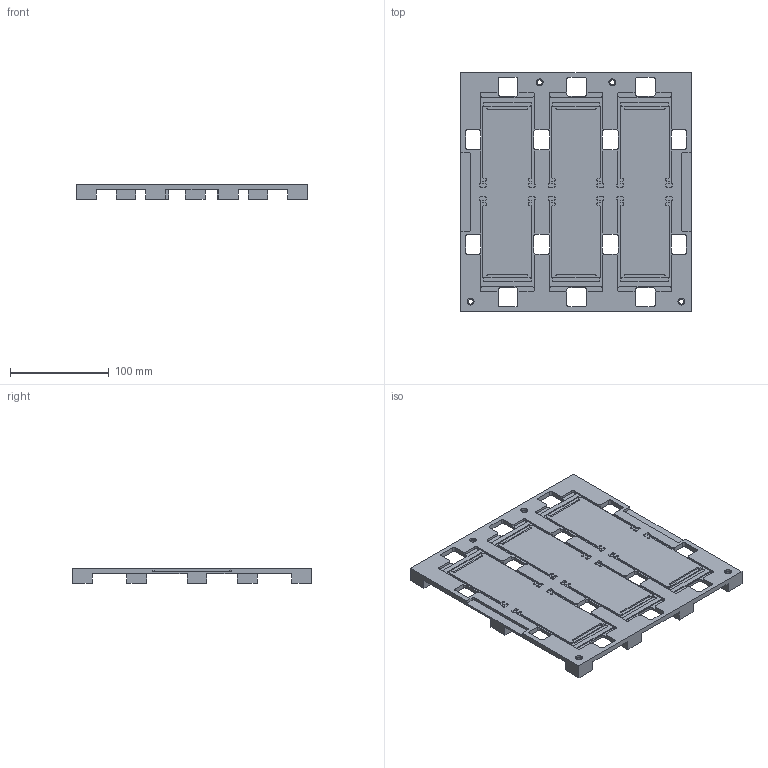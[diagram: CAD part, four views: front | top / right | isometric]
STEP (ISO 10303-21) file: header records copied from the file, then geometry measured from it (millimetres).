
FILE_DESCRIPTION(('STEP AP242'), '1');
FILE_NAME('Ïëèòà äëÿ ðàìêè 6 ìóëüòè', '', ('UNSPECIFIED'), ('UNSPECIFIED'), 'ASCON STEP Converter 1.6', 'ASCON Math Kernel', '');
FILE_SCHEMA(('AP242_MANAGED_MODEL_BASED_3D_ENGINEERING_MIM_LF { 1 0 10303 442 1 1 4 }'));
Length unit declared in the file: millimetre
Bounding box: 233.5 x 242 x 15 mm (x, y, z)
Volume: 311154.5 mm3; surface area: 132798.3 mm2
Topology: 1 solids, 1 shells, 650 faces, 1920 edges, 1272 vertices
Faces by surface type: plane 450, cylinder 200
Full cylindrical faces by diameter (mm): 5 x4, 7 x4
Entity records: 26864 total; most frequent: CARTESIAN_POINT 3835, ORIENTED_EDGE 3824, DIRECTION 3614, EDGE_CURVE 1912, LINE 1512, VECTOR 1512, VERTEX_POINT 1272, AXIS2_PLACEMENT_3D 1051
